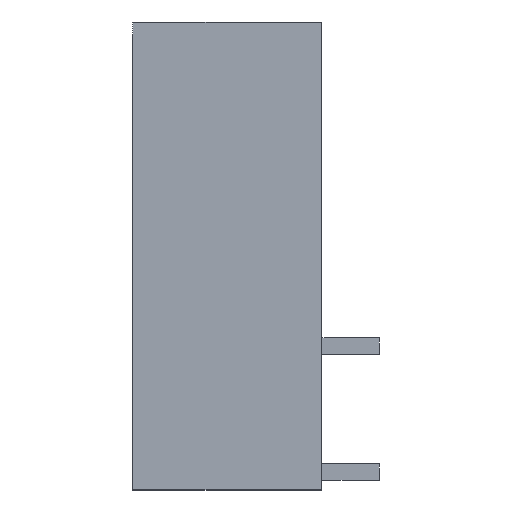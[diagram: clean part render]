
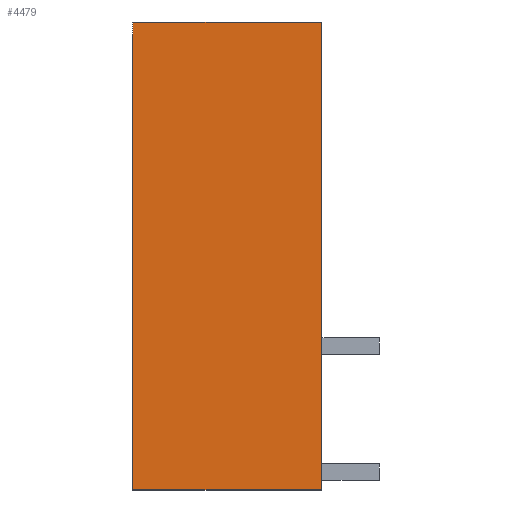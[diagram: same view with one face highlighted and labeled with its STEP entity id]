
A CAD part, left-side view. The second image highlights one B-rep face of the part: STEP entity #4479.
In plain terms, the highlighted planar face has unit normal (-1, 0, 0).
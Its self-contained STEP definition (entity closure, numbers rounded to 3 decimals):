
#4466=AXIS2_PLACEMENT_3D('Plane Axis2P3D',#4463,#4464,#4465) ;
#746=CARTESIAN_POINT('Vertex',(0.,14.9,0.)) ;
#749=CARTESIAN_POINT('Line Origine',(0.,14.9,14.15)) ;
#753=CARTESIAN_POINT('Vertex',(0.,14.9,28.3)) ;
#1749=CARTESIAN_POINT('Vertex',(0.,3.5,28.3)) ;
#1752=CARTESIAN_POINT('Line Origine',(0.,3.5,14.15)) ;
#1756=CARTESIAN_POINT('Vertex',(0.,3.5,0.)) ;
#4301=CARTESIAN_POINT('Line Origine',(0.,9.2,0.)) ;
#4463=CARTESIAN_POINT('Axis2P3D Location',(0.,3.6,12.2)) ;
#4468=CARTESIAN_POINT('Line Origine',(0.,9.2,28.3)) ;
#750=DIRECTION('Vector Direction',(0.,0.,-1.)) ;
#1753=DIRECTION('Vector Direction',(0.,0.,-1.)) ;
#4302=DIRECTION('Vector Direction',(0.,1.,0.)) ;
#4464=DIRECTION('Axis2P3D Direction',(1.,0.,0.)) ;
#4465=DIRECTION('Axis2P3D XDirection',(0.,1.,0.)) ;
#4469=DIRECTION('Vector Direction',(0.,1.,0.)) ;
#751=VECTOR('Line Direction',#750,1.) ;
#1754=VECTOR('Line Direction',#1753,1.) ;
#4303=VECTOR('Line Direction',#4302,1.) ;
#4470=VECTOR('Line Direction',#4469,1.) ;
#4474=ORIENTED_EDGE('',*,*,#4305,.F.) ;
#4475=ORIENTED_EDGE('',*,*,#1758,.F.) ;
#4476=ORIENTED_EDGE('',*,*,#4472,.T.) ;
#4477=ORIENTED_EDGE('',*,*,#755,.T.) ;
#4479=ADVANCED_FACE('HOUSING',(#4478),#4467,.F.) ;
#755=EDGE_CURVE('',#754,#747,#752,.T.) ;
#1758=EDGE_CURVE('',#1750,#1757,#1755,.T.) ;
#4305=EDGE_CURVE('',#1757,#747,#4304,.T.) ;
#4472=EDGE_CURVE('',#1750,#754,#4471,.T.) ;
#4473=EDGE_LOOP('',(#4474,#4475,#4476,#4477)) ;
#4478=FACE_OUTER_BOUND('',#4473,.T.) ;
#752=LINE('Line',#749,#751) ;
#1755=LINE('Line',#1752,#1754) ;
#4304=LINE('Line',#4301,#4303) ;
#4471=LINE('Line',#4468,#4470) ;
#4467=PLANE('',#4466) ;
#747=VERTEX_POINT('',#746) ;
#754=VERTEX_POINT('',#753) ;
#1750=VERTEX_POINT('',#1749) ;
#1757=VERTEX_POINT('',#1756) ;
